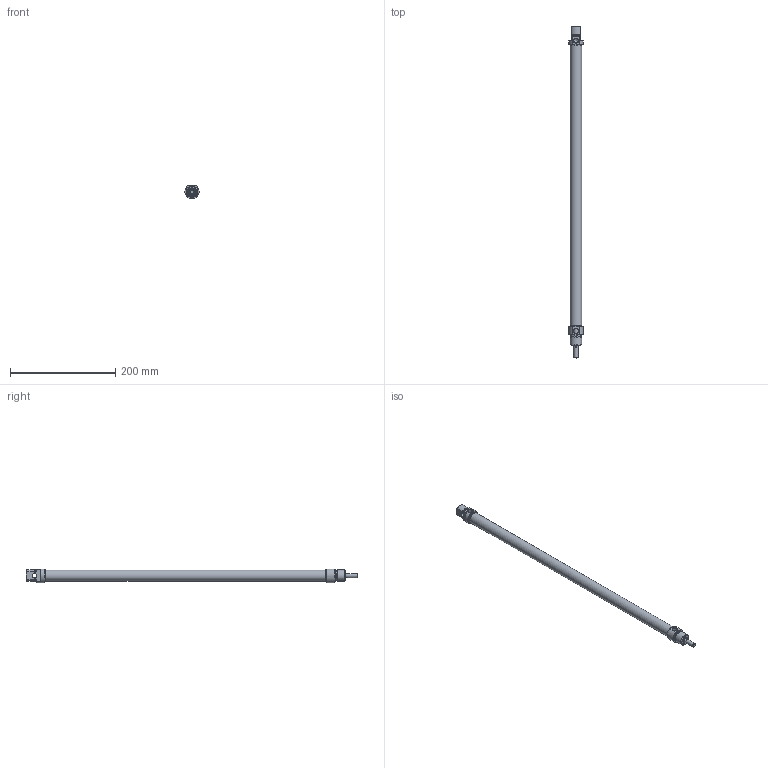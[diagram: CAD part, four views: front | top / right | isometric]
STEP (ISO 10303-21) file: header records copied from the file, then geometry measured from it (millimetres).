
FILE_DESCRIPTION((''),'2;1');
FILE_NAME('ODM020.500.GS.M.stp','2014-12-23T12:25:20',('carlo.corazza'),(''),'Autodesk Inventor 2012','Autodesk Inventor 2012','');
FILE_SCHEMA(('AUTOMOTIVE_DESIGN { 1 0 10303 214 1 1 1 1 }'));
Length unit declared in the file: millimetre
Products named in the file (1): ODM020.500.GS.M
Bounding box: 26.95 x 631 x 25.5 mm (x, y, z)
Volume: 77576.1 mm3; surface area: 92172.6 mm2
Topology: 1 solids, 4 shells, 105 faces, 222 edges, 140 vertices
Faces by surface type: plane 38, cylinder 31, cone 26, torus 10
Full cylindrical faces by diameter (mm): 6 x1, 7.9 x1, 8 x5, 8.5 x1, 8.566 x2, 9.1 x1, 12 x1, 12.1 x1, 14.1 x1, 14.2 x1, 19.7 x1, 20 x1, 21.27 x1, 22 x2, 22.2 x2
Entity records: 2646 total; most frequent: CARTESIAN_POINT 471, DIRECTION 454, ORIENTED_EDGE 310, AXIS2_PLACEMENT_3D 205, EDGE_LOOP 180, EDGE_CURVE 155, VERTEX_POINT 125, STYLED_ITEM 106
